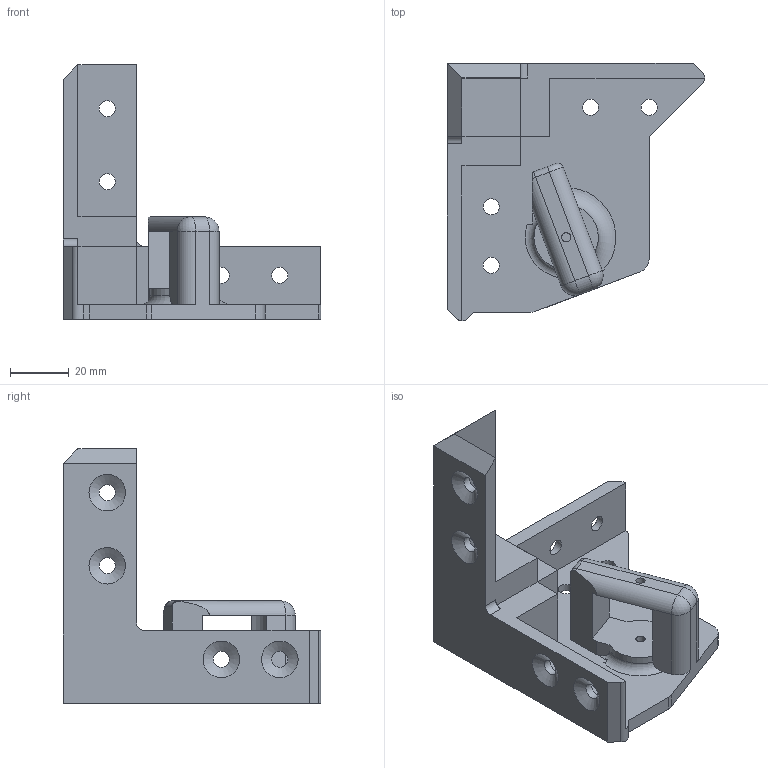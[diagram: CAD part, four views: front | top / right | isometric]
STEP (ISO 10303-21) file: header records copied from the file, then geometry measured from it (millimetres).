
FILE_DESCRIPTION(/* description */ (''),/* implementation_level */ '2;1');
FILE_NAME(/* name */ 'Frame Idler Pulley Bracket B.step',/* time_stamp */ '2021-08-05T19:22:22-04:00',/* author */ (''),/* organization */ (''),/* preprocessor_version */ 'ST-DEVELOPER v18.1',/* originating_system */ 'Autodesk Translation Framework v10.9.0.1377',/* authorisation */ '');
FILE_SCHEMA (('AUTOMOTIVE_DESIGN { 1 0 10303 214 3 1 1 }'));
Length unit declared in the file: millimetre
Products named in the file (2): Frame 3 Way Corner Idle bracket B - 400mm; Frame 3 Way Corner Idle bracket B - 400mm (Mirror)
Assembly tree (1 placements, depth 2):
  Frame 3 Way Corner Idle bracket B - 400mm
    Frame 3 Way Corner Idle bracket B - 400mm (Mirror)
Bounding box: 87.96 x 87.96 x 87 mm (x, y, z)
Volume: 88563.3 mm3; surface area: 30130.9 mm2
Topology: 1 solids, 1 shells, 88 faces, 230 edges, 143 vertices
Faces by surface type: plane 41, cylinder 29, cone 12, torus 4, sphere 2
Full cylindrical faces by diameter (mm): 3.1 x2, 5.5 x12
Entity records: 2848 total; most frequent: CARTESIAN_POINT 538, DIRECTION 483, ORIENTED_EDGE 460, EDGE_CURVE 230, AXIS2_PLACEMENT_3D 170, LINE 143, VECTOR 143, VERTEX_POINT 143
